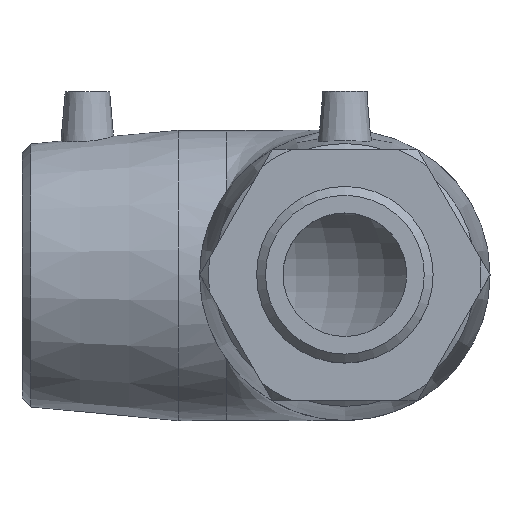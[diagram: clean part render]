
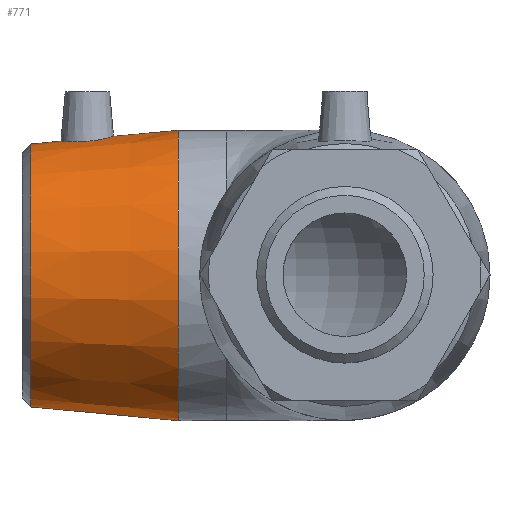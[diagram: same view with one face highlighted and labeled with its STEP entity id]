
A CAD part, top view. The second image highlights one B-rep face of the part: STEP entity #771.
In plain terms, the highlighted conical face has half-angle 5.315 degrees and reference radius 46.55 mm.
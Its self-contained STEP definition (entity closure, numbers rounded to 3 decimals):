
#17=B_SPLINE_CURVE_WITH_KNOTS('',3,(#1342,#1343,#1344,#1345,#1346,#1347,
#1348,#1349,#1350,#1351,#1352,#1353,#1354,#1355,#1356,#1357,#1358,#1359,
#1360,#1361,#1362,#1363,#1364,#1365,#1366,#1367,#1368,#1369,#1370,#1371,
#1372,#1373,#1374,#1375),.UNSPECIFIED.,.T.,.F.,(4,2,2,2,2,2,2,2,2,2,2,2,
2,2,2,2,4),(0.,0.332,0.664,0.997,1.33,
1.663,1.996,2.328,2.66,3.006,
3.352,3.692,4.033,4.373,4.714,
5.06,5.406),.UNSPECIFIED.);
#123=FACE_BOUND('',#248,.T.);
#124=FACE_BOUND('',#249,.T.);
#180=FACE_OUTER_BOUND('',#247,.T.);
#247=EDGE_LOOP('',(#642));
#248=EDGE_LOOP('',(#643));
#249=EDGE_LOOP('',(#644));
#333=CIRCLE('',#854,44.378);
#334=CIRCLE('',#856,49.);
#407=VERTEX_POINT('',#1336);
#408=VERTEX_POINT('',#1339);
#409=VERTEX_POINT('',#1341);
#501=EDGE_CURVE('',#407,#407,#333,.T.);
#502=EDGE_CURVE('',#408,#408,#334,.T.);
#503=EDGE_CURVE('',#409,#409,#17,.T.);
#642=ORIENTED_EDGE('',*,*,#502,.F.);
#643=ORIENTED_EDGE('',*,*,#503,.T.);
#644=ORIENTED_EDGE('',*,*,#501,.F.);
#738=CONICAL_SURFACE('',#855,46.55,5.315);
#771=ADVANCED_FACE('',(#180,#123,#124),#738,.T.);
#854=AXIS2_PLACEMENT_3D('',#1337,#1028,#1029);
#855=AXIS2_PLACEMENT_3D('',#1338,#1030,#1031);
#856=AXIS2_PLACEMENT_3D('',#1340,#1032,#1033);
#1028=DIRECTION('center_axis',(-1.,0.,0.));
#1029=DIRECTION('ref_axis',(0.,-1.,0.));
#1030=DIRECTION('center_axis',(1.,0.,0.));
#1031=DIRECTION('ref_axis',(0.,1.,0.));
#1032=DIRECTION('center_axis',(1.,0.,0.));
#1033=DIRECTION('ref_axis',(0.,0.,-1.));
#1336=CARTESIAN_POINT('',(-106.013,44.378,0.));
#1337=CARTESIAN_POINT('Origin',(-106.013,0.,0.));
#1338=CARTESIAN_POINT('Origin',(-82.667,0.,
0.));
#1339=CARTESIAN_POINT('',(-56.333,49.,0.));
#1340=CARTESIAN_POINT('Origin',(-56.333,0.,
0.));
#1341=CARTESIAN_POINT('',(-87.134,45.256,8.962));
#1342=CARTESIAN_POINT('Ctrl Pts',(-87.134,45.256,8.962));
#1343=CARTESIAN_POINT('Ctrl Pts',(-88.235,45.155,8.942));
#1344=CARTESIAN_POINT('Ctrl Pts',(-89.408,45.093,8.701));
#1345=CARTESIAN_POINT('Ctrl Pts',(-91.562,45.06,7.767));
#1346=CARTESIAN_POINT('Ctrl Pts',(-92.542,45.087,7.073));
#1347=CARTESIAN_POINT('Ctrl Pts',(-94.087,45.162,5.486));
#1348=CARTESIAN_POINT('Ctrl Pts',(-94.756,45.217,4.484));
#1349=CARTESIAN_POINT('Ctrl Pts',(-95.642,45.298,2.297));
#1350=CARTESIAN_POINT('Ctrl Pts',(-95.859,45.323,1.111));
#1351=CARTESIAN_POINT('Ctrl Pts',(-95.859,45.323,-1.111));
#1352=CARTESIAN_POINT('Ctrl Pts',(-95.642,45.298,-2.297));
#1353=CARTESIAN_POINT('Ctrl Pts',(-94.756,45.217,-4.484));
#1354=CARTESIAN_POINT('Ctrl Pts',(-94.087,45.162,-5.486));
#1355=CARTESIAN_POINT('Ctrl Pts',(-92.542,45.087,-7.073));
#1356=CARTESIAN_POINT('Ctrl Pts',(-91.562,45.06,-7.767));
#1357=CARTESIAN_POINT('Ctrl Pts',(-89.408,45.093,-8.701));
#1358=CARTESIAN_POINT('Ctrl Pts',(-88.235,45.155,-8.942));
#1359=CARTESIAN_POINT('Ctrl Pts',(-85.986,45.36,-8.983));
#1360=CARTESIAN_POINT('Ctrl Pts',(-84.766,45.521,-8.767));
#1361=CARTESIAN_POINT('Ctrl Pts',(-82.529,45.898,-7.856));
#1362=CARTESIAN_POINT('Ctrl Pts',(-81.511,46.112,-7.161));
#1363=CARTESIAN_POINT('Ctrl Pts',(-79.916,46.481,-5.563));
#1364=CARTESIAN_POINT('Ctrl Pts',(-79.228,46.661,-4.556));
#1365=CARTESIAN_POINT('Ctrl Pts',(-78.313,46.91,-2.342));
#1366=CARTESIAN_POINT('Ctrl Pts',(-78.086,46.976,-1.135));
#1367=CARTESIAN_POINT('Ctrl Pts',(-78.086,46.976,1.135));
#1368=CARTESIAN_POINT('Ctrl Pts',(-78.313,46.91,2.342));
#1369=CARTESIAN_POINT('Ctrl Pts',(-79.228,46.661,4.556));
#1370=CARTESIAN_POINT('Ctrl Pts',(-79.916,46.481,5.563));
#1371=CARTESIAN_POINT('Ctrl Pts',(-81.511,46.112,7.161));
#1372=CARTESIAN_POINT('Ctrl Pts',(-82.529,45.898,7.856));
#1373=CARTESIAN_POINT('Ctrl Pts',(-84.766,45.521,8.767));
#1374=CARTESIAN_POINT('Ctrl Pts',(-85.986,45.36,8.983));
#1375=CARTESIAN_POINT('Ctrl Pts',(-87.134,45.256,8.962));
